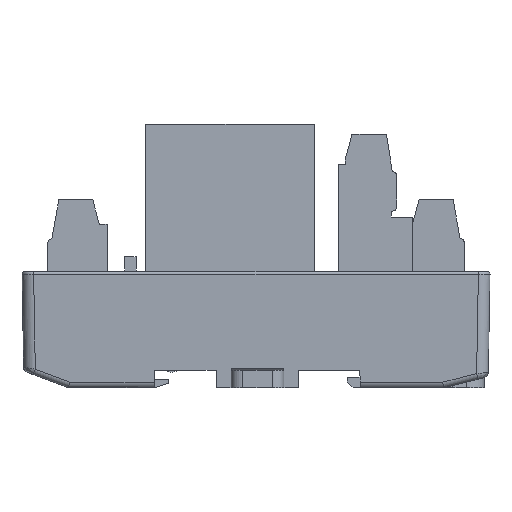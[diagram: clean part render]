
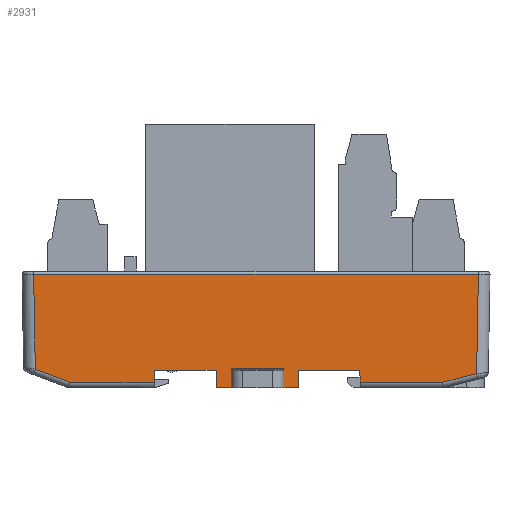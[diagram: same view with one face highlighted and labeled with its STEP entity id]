
A CAD part, front view. The second image highlights one B-rep face of the part: STEP entity #2931.
In plain terms, the highlighted planar face has unit normal (0, -1, -0.018).
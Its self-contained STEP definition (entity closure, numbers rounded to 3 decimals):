
#1674=FACE_OUTER_BOUND('',#6373,.T.);
#2931=ADVANCED_FACE('',(#1674),#4287,.T.);
#4287=PLANE('',#26052);
#6373=EDGE_LOOP('',(#8470,#8471,#8472,#8473,#8474,#8475,#8476,#8477,#8478,
#8479,#8480,#8481,#8482,#8483,#8484,#8485,#8486,#8487));
#8470=ORIENTED_EDGE('',*,*,#17616,.T.);
#8471=ORIENTED_EDGE('',*,*,#17617,.T.);
#8472=ORIENTED_EDGE('',*,*,#17385,.F.);
#8473=ORIENTED_EDGE('',*,*,#17329,.F.);
#8474=ORIENTED_EDGE('',*,*,#17604,.F.);
#8475=ORIENTED_EDGE('',*,*,#17592,.F.);
#8476=ORIENTED_EDGE('',*,*,#17424,.T.);
#8477=ORIENTED_EDGE('',*,*,#17606,.F.);
#8478=ORIENTED_EDGE('',*,*,#17420,.T.);
#8479=ORIENTED_EDGE('',*,*,#17588,.F.);
#8480=ORIENTED_EDGE('',*,*,#17609,.T.);
#8481=ORIENTED_EDGE('',*,*,#17319,.F.);
#8482=ORIENTED_EDGE('',*,*,#17526,.F.);
#8483=ORIENTED_EDGE('',*,*,#17618,.T.);
#8484=ORIENTED_EDGE('',*,*,#17619,.T.);
#8485=ORIENTED_EDGE('',*,*,#17620,.T.);
#8486=ORIENTED_EDGE('',*,*,#17621,.T.);
#8487=ORIENTED_EDGE('',*,*,#17622,.T.);
#14991=VERTEX_POINT('',#34454);
#14992=VERTEX_POINT('',#34456);
#15001=VERTEX_POINT('',#34474);
#15002=VERTEX_POINT('',#34476);
#15054=VERTEX_POINT('',#34589);
#15084=VERTEX_POINT('',#34657);
#15085=VERTEX_POINT('',#34659);
#15087=VERTEX_POINT('',#34665);
#15088=VERTEX_POINT('',#34667);
#15173=VERTEX_POINT('',#34881);
#15210=VERTEX_POINT('',#35003);
#15211=VERTEX_POINT('',#35007);
#15214=VERTEX_POINT('',#35061);
#15215=VERTEX_POINT('',#35062);
#15216=VERTEX_POINT('',#35065);
#15217=VERTEX_POINT('',#35067);
#15218=VERTEX_POINT('',#35069);
#15219=VERTEX_POINT('',#35071);
#17319=EDGE_CURVE('',#14991,#14992,#20779,.T.);
#17329=EDGE_CURVE('',#15001,#15002,#20787,.T.);
#17385=EDGE_CURVE('',#15002,#15054,#20841,.T.);
#17420=EDGE_CURVE('',#15085,#15084,#20872,.T.);
#17424=EDGE_CURVE('',#15088,#15087,#20876,.T.);
#17526=EDGE_CURVE('',#15173,#14991,#20961,.T.);
#17588=EDGE_CURVE('',#15210,#15084,#21013,.T.);
#17592=EDGE_CURVE('',#15088,#15211,#21016,.T.);
#17604=EDGE_CURVE('',#15211,#15001,#21024,.T.);
#17606=EDGE_CURVE('',#15085,#15087,#21026,.T.);
#17609=EDGE_CURVE('',#15210,#14992,#21029,.T.);
#17616=EDGE_CURVE('',#15214,#15215,#21036,.T.);
#17617=EDGE_CURVE('',#15215,#15054,#21037,.T.);
#17618=EDGE_CURVE('',#15173,#15216,#21038,.T.);
#17619=EDGE_CURVE('',#15216,#15217,#21039,.T.);
#17620=EDGE_CURVE('',#15217,#15218,#21040,.T.);
#17621=EDGE_CURVE('',#15218,#15219,#21041,.T.);
#17622=EDGE_CURVE('',#15219,#15214,#21042,.T.);
#20779=LINE('',#34455,#23419);
#20787=LINE('',#34475,#23427);
#20841=LINE('',#34588,#23481);
#20872=LINE('',#34658,#23512);
#20876=LINE('',#34666,#23516);
#20961=LINE('',#34880,#23601);
#21013=LINE('',#35004,#23653);
#21016=LINE('',#35012,#23656);
#21024=LINE('',#35036,#23664);
#21026=LINE('',#35040,#23666);
#21029=LINE('',#35045,#23669);
#21036=LINE('',#35060,#23676);
#21037=LINE('',#35063,#23677);
#21038=LINE('',#35064,#23678);
#21039=LINE('',#35066,#23679);
#21040=LINE('',#35068,#23680);
#21041=LINE('',#35070,#23681);
#21042=LINE('',#35072,#23682);
#23419=VECTOR('',#27910,1.);
#23427=VECTOR('',#27922,1.);
#23481=VECTOR('',#27990,1.);
#23512=VECTOR('',#28037,1.);
#23516=VECTOR('',#28043,1.);
#23601=VECTOR('',#28184,1.);
#23653=VECTOR('',#28304,1.);
#23656=VECTOR('',#28311,1.);
#23664=VECTOR('',#28351,1.);
#23666=VECTOR('',#28357,1.);
#23669=VECTOR('',#28364,1.);
#23676=VECTOR('',#28387,1.);
#23677=VECTOR('',#28388,1.);
#23678=VECTOR('',#28389,1.);
#23679=VECTOR('',#28390,1.);
#23680=VECTOR('',#28391,1.);
#23681=VECTOR('',#28392,1.);
#23682=VECTOR('',#28393,1.);
#26052=AXIS2_PLACEMENT_3D('',#35073,#28394,#28395);
#27910=DIRECTION('',(-1.,0.,0.));
#27922=DIRECTION('',(-1.,0.,0.));
#27990=DIRECTION('',(0.,0.017,-1.));
#28037=DIRECTION('',(0.,0.017,-1.));
#28043=DIRECTION('',(0.,-0.017,1.));
#28184=DIRECTION('',(-0.017,-0.017,1.));
#28304=DIRECTION('',(-1.,0.,0.));
#28311=DIRECTION('',(-1.,0.,0.));
#28351=DIRECTION('',(-0.035,-0.017,0.999));
#28357=DIRECTION('',(-1.,0.,0.));
#28364=DIRECTION('',(0.035,-0.017,0.999));
#28387=DIRECTION('',(0.936,0.006,-0.351));
#28388=DIRECTION('',(1.,0.,0.));
#28389=DIRECTION('',(1.,0.,0.));
#28390=DIRECTION('',(0.97,-0.004,0.243));
#28391=DIRECTION('',(0.017,-0.017,1.));
#28392=DIRECTION('',(-1.,0.,0.));
#28393=DIRECTION('',(0.017,0.017,-1.));
#28394=DIRECTION('',(0.,-1.,-0.017));
#28395=DIRECTION('',(0.,0.017,-1.));
#34454=CARTESIAN_POINT('',(-131.343,-43.38,-6.541));
#34455=CARTESIAN_POINT('',(-149.192,-43.38,-6.541));
#34456=CARTESIAN_POINT('',(-141.829,-43.38,-6.541));
#34474=CARTESIAN_POINT('',(-156.039,-43.38,-6.541));
#34475=CARTESIAN_POINT('',(-149.192,-43.38,-6.541));
#34476=CARTESIAN_POINT('',(-166.675,-43.38,-6.541));
#34588=CARTESIAN_POINT('',(-166.675,-43.676,10.462));
#34589=CARTESIAN_POINT('',(-166.675,-43.344,-8.558));
#34657=CARTESIAN_POINT('',(-144.384,-43.327,-9.541));
#34658=CARTESIAN_POINT('',(-144.384,-43.676,10.462));
#34659=CARTESIAN_POINT('',(-144.384,-43.385,-6.256));
#34665=CARTESIAN_POINT('',(-153.484,-43.385,-6.256));
#34666=CARTESIAN_POINT('',(-153.484,-43.676,10.462));
#34667=CARTESIAN_POINT('',(-153.484,-43.327,-9.541));
#34880=CARTESIAN_POINT('',(-131.358,-43.395,-5.662));
#34881=CARTESIAN_POINT('',(-131.308,-43.344,-8.558));
#35003=CARTESIAN_POINT('',(-141.934,-43.327,-9.541));
#35004=CARTESIAN_POINT('',(-148.934,-43.327,-9.541));
#35007=CARTESIAN_POINT('',(-155.934,-43.327,-9.541));
#35012=CARTESIAN_POINT('',(-148.934,-43.327,-9.541));
#35036=CARTESIAN_POINT('',(-156.623,-43.672,10.203));
#35040=CARTESIAN_POINT('',(-358.379,-43.385,-6.256));
#35045=CARTESIAN_POINT('',(-141.94,-43.324,-9.716));
#35060=CARTESIAN_POINT('',(-159.396,-43.202,-16.742));
#35061=CARTESIAN_POINT('',(-187.108,-43.383,-6.35));
#35062=CARTESIAN_POINT('',(-181.22,-43.344,-8.558));
#35063=CARTESIAN_POINT('',(-149.192,-43.344,-8.558));
#35064=CARTESIAN_POINT('',(-149.192,-43.344,-8.558));
#35065=CARTESIAN_POINT('',(-117.106,-43.344,-8.558));
#35066=CARTESIAN_POINT('',(-142.827,-43.232,-14.988));
#35067=CARTESIAN_POINT('',(-111.289,-43.37,-7.104));
#35068=CARTESIAN_POINT('',(-110.982,-43.677,10.494));
#35069=CARTESIAN_POINT('',(-110.991,-43.667,9.951));
#35070=CARTESIAN_POINT('',(-149.192,-43.667,9.951));
#35071=CARTESIAN_POINT('',(-187.392,-43.667,9.951));
#35072=CARTESIAN_POINT('',(-187.39,-43.665,9.795));
#35073=CARTESIAN_POINT('',(-149.192,-43.676,10.462));
